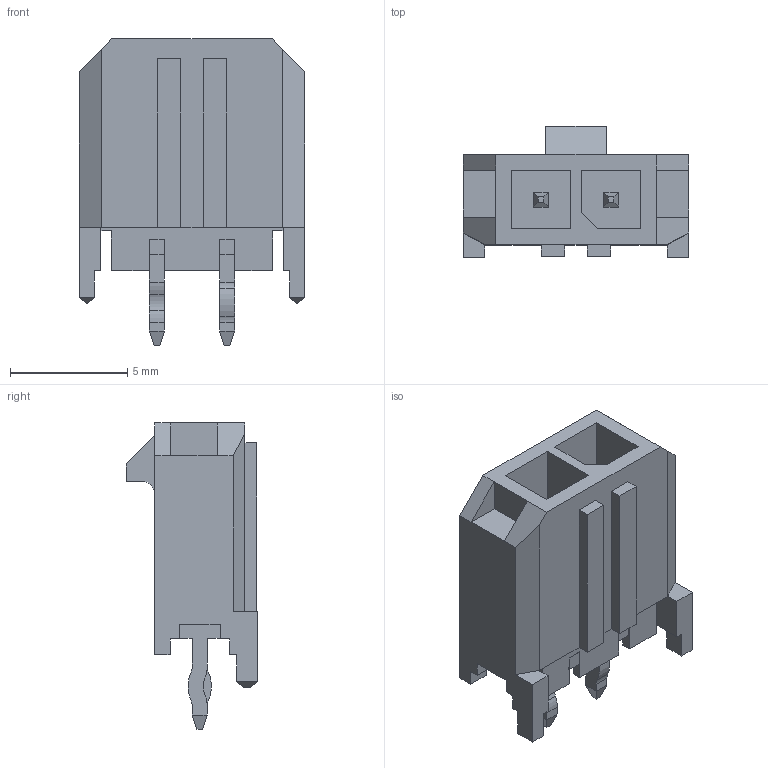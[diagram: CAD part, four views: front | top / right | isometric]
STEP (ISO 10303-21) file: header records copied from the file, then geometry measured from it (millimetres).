
FILE_DESCRIPTION( ( '' ), ' ' );
FILE_NAME( '5b10cff672f66d10173a1d99.step', '2018-06-01T04:47:50', ( '' ), ( '' ), ' ', ' ', ' ' );
FILE_SCHEMA( ( 'AUTOMOTIVE_DESIGN { 1 0 10303 214 1 1 1 1 }' ) );
Length unit declared in the file: metre
Products named in the file (10): Open CASCADE STEP translator 6.8 3; Open CASCADE STEP translator 6.8 2
Bounding box: 9.65 x 5.61 x 13.08 mm (x, y, z)
Volume: 259.1 mm3; surface area: 585.2 mm2
Topology: 2 solids, 2 shells, 196 faces, 527 edges, 348 vertices
Faces by surface type: plane 183, cylinder 13
Entity records: 10310 total; most frequent: CARTESIAN_POINT 1081, ORIENTED_EDGE 1038, DIRECTION 973, STYLED_ITEM 723, PRESENTATION_STYLE_ASSIGNMENT 723, COLOUR_RGB 723, CURVE_STYLE 527, DRAUGHTING_PRE_DEFINED_CURVE_FONT 527
